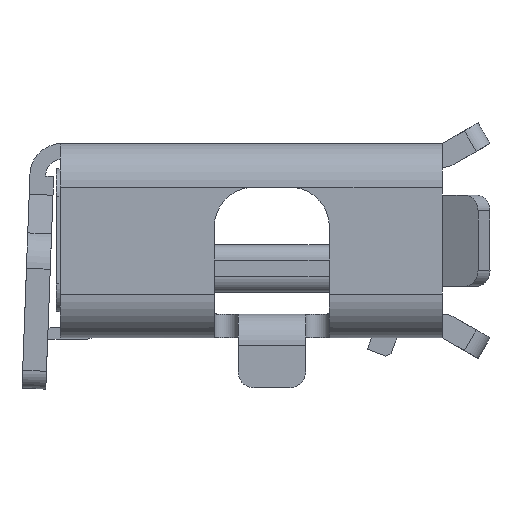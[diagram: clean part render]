
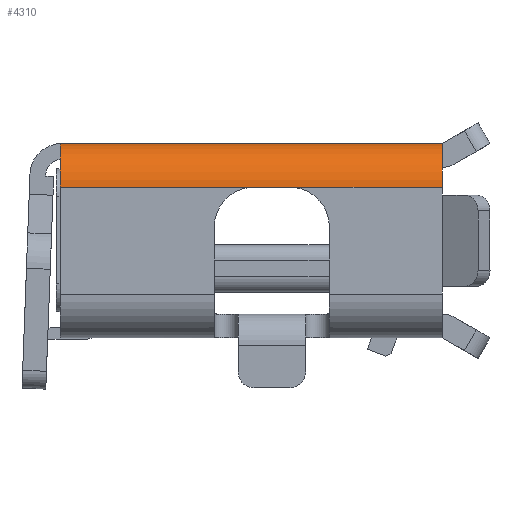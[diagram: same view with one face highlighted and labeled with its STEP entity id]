
A CAD part, left-side view. The second image highlights one B-rep face of the part: STEP entity #4310.
In plain terms, the highlighted cylindrical face has radius 0.55 mm (diameter 1.1 mm), a partial arc.
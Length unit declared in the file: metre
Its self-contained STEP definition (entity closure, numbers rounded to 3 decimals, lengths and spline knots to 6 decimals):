
#2386 = EDGE_CURVE( '', #6602, #6603, #6604, .T. );
#2476 = EDGE_CURVE( '', #6766, #6767, #6768, .T. );
#3160 = EDGE_CURVE( '', #6602, #7919, #7920, .T. );
#3910 = EDGE_CURVE( '', #8016, #6766, #9039, .T. );
#4310 = ADVANCED_FACE( '', ( #9589 ), #9590, .T. );
#5366 = EDGE_CURVE( '', #8016, #7919, #10887, .T. );
#5488 = EDGE_CURVE( '', #6767, #6603, #11027, .T. );
#6602 = VERTEX_POINT( '', #12318 );
#6603 = VERTEX_POINT( '', #12319 );
#6604 = CIRCLE( '', #12320, 0.00055 );
#6766 = VERTEX_POINT( '', #12559 );
#6767 = VERTEX_POINT( '', #12560 );
#6768 = LINE( '', #12561, #12562 );
#7919 = VERTEX_POINT( '', #14131 );
#7920 = LINE( '', #14132, #14133 );
#8016 = VERTEX_POINT( '', #14266 );
#9039 = LINE( '', #15732, #15733 );
#9589 = FACE_OUTER_BOUND( '', #16576, .T. );
#9590 = CYLINDRICAL_SURFACE( '', #16577, 0.00055 );
#10887 = CIRCLE( '', #18599, 0.00055 );
#11027 = LINE( '', #18830, #18831 );
#12318 = CARTESIAN_POINT( '', ( -0.003205, -0.001796, 0.002478 ) );
#12319 = CARTESIAN_POINT( '', ( -0.003755, -0.001796, 0.001928 ) );
#12320 = AXIS2_PLACEMENT_3D( '', #20329, #20330, #20331 );
#12559 = CARTESIAN_POINT( '', ( -0.003755, 0.000579, 0.001928 ) );
#12560 = CARTESIAN_POINT( '', ( -0.003755, 0.000129, 0.001928 ) );
#12561 = CARTESIAN_POINT( '', ( -0.003755, 0.000579, 0.001928 ) );
#12562 = VECTOR( '', #20485, 1. );
#14131 = CARTESIAN_POINT( '', ( -0.003205, 0.003021, 0.002478 ) );
#14132 = CARTESIAN_POINT( '', ( -0.003205, -0.001796, 0.002478 ) );
#14133 = VECTOR( '', #21646, 1. );
#14266 = CARTESIAN_POINT( '', ( -0.003755, 0.003021, 0.001928 ) );
#15732 = CARTESIAN_POINT( '', ( -0.003755, 0.003021, 0.001928 ) );
#15733 = VECTOR( '', #23029, 1. );
#16576 = EDGE_LOOP( '', ( #23770, #23771, #23772, #23773, #23774, #23775 ) );
#16577 = AXIS2_PLACEMENT_3D( '', #23776, #23777, #23778 );
#18599 = AXIS2_PLACEMENT_3D( '', #25600, #25601, #25602 );
#18830 = CARTESIAN_POINT( '', ( -0.003755, 0.000129, 0.001928 ) );
#18831 = VECTOR( '', #25790, 1. );
#20329 = CARTESIAN_POINT( '', ( -0.003205, -0.001796, 0.001928 ) );
#20330 = DIRECTION( '', ( 0., -1., 0. ) );
#20331 = DIRECTION( '', ( 0., 0., 1. ) );
#20485 = DIRECTION( '', ( 0., -1., 0. ) );
#21646 = DIRECTION( '', ( 0., 1., 0. ) );
#23029 = DIRECTION( '', ( 0., -1., 0. ) );
#23770 = ORIENTED_EDGE( '', *, *, #5488, .T. );
#23771 = ORIENTED_EDGE( '', *, *, #2386, .F. );
#23772 = ORIENTED_EDGE( '', *, *, #3160, .T. );
#23773 = ORIENTED_EDGE( '', *, *, #5366, .F. );
#23774 = ORIENTED_EDGE( '', *, *, #3910, .T. );
#23775 = ORIENTED_EDGE( '', *, *, #2476, .T. );
#23776 = CARTESIAN_POINT( '', ( -0.003205, 0.00315, 0.001928 ) );
#23777 = DIRECTION( '', ( 0., 1., 0. ) );
#23778 = DIRECTION( '', ( 1., 0., 0. ) );
#25600 = CARTESIAN_POINT( '', ( -0.003205, 0.003021, 0.001928 ) );
#25601 = DIRECTION( '', ( 0., 1., 0. ) );
#25602 = DIRECTION( '', ( -1., 0., 0. ) );
#25790 = DIRECTION( '', ( 0., -1., 0. ) );
